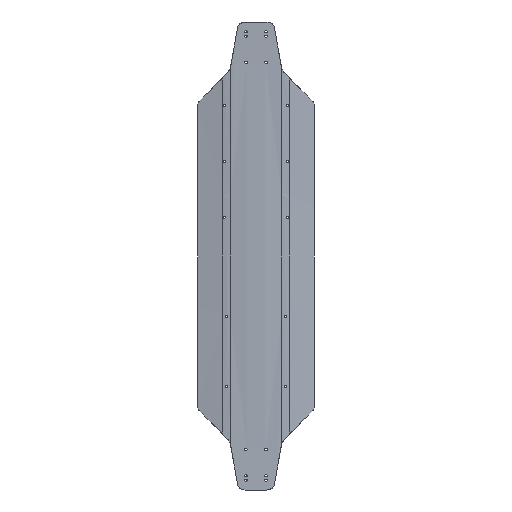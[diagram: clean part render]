
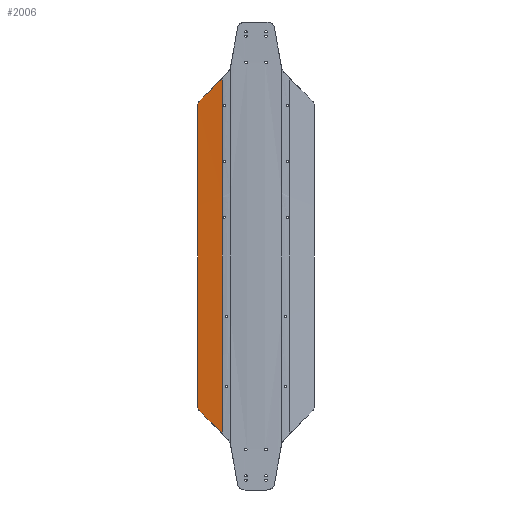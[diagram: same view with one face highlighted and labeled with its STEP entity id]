
A CAD part, front view. The second image highlights one B-rep face of the part: STEP entity #2006.
In plain terms, the highlighted conical face has half-angle 9.594 degrees and reference radius 30005 mm.
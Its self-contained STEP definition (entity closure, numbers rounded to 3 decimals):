
#121=ELLIPSE('',#2153,43766.618,30502.359);
#122=ELLIPSE('',#2156,43766.618,30502.359);
#137=CIRCLE('',#2155,30001.399);
#138=CIRCLE('',#2157,30010.);
#184=CONICAL_SURFACE('',#2154,30005.,0.167);
#200=FACE_OUTER_BOUND('',#310,.T.);
#310=EDGE_LOOP('',(#1398,#1399,#1400,#1401,#1402,#1403));
#732=B_SPLINE_CURVE_WITH_KNOTS('',3,(#3639,#3640,#3641,#3642,#3643,#3644,
#3645,#3646,#3647,#3648,#3649,#3650),.UNSPECIFIED.,.F.,.F.,(4,2,2,2,2,4),
(7.28,7.283,7.585,7.887,8.19,
8.489),.UNSPECIFIED.);
#733=B_SPLINE_CURVE_WITH_KNOTS('',3,(#3653,#3654,#3655,#3656,#3657,#3658,
#3659,#3660,#3661,#3662,#3663,#3664),.UNSPECIFIED.,.F.,.F.,(4,2,2,2,2,4),
(1.223,1.522,1.825,2.127,2.429,
2.432),.UNSPECIFIED.);
#854=VERTEX_POINT('',#3617);
#855=VERTEX_POINT('',#3624);
#856=VERTEX_POINT('',#3634);
#857=VERTEX_POINT('',#3636);
#858=VERTEX_POINT('',#3638);
#859=VERTEX_POINT('',#3651);
#1079=EDGE_CURVE('',#855,#854,#121,.T.);
#1082=EDGE_CURVE('',#856,#854,#137,.T.);
#1083=EDGE_CURVE('',#856,#857,#122,.T.);
#1084=EDGE_CURVE('',#858,#857,#732,.T.);
#1085=EDGE_CURVE('',#859,#858,#138,.T.);
#1086=EDGE_CURVE('',#855,#859,#733,.T.);
#1398=ORIENTED_EDGE('',*,*,#1082,.F.);
#1399=ORIENTED_EDGE('',*,*,#1083,.T.);
#1400=ORIENTED_EDGE('',*,*,#1084,.F.);
#1401=ORIENTED_EDGE('',*,*,#1085,.F.);
#1402=ORIENTED_EDGE('',*,*,#1086,.F.);
#1403=ORIENTED_EDGE('',*,*,#1079,.T.);
#2006=ADVANCED_FACE('',(#200),#184,.F.);
#2153=AXIS2_PLACEMENT_3D('',#3625,#2358,#2359);
#2154=AXIS2_PLACEMENT_3D('',#3633,#2361,#2362);
#2155=AXIS2_PLACEMENT_3D('',#3635,#2363,#2364);
#2156=AXIS2_PLACEMENT_3D('',#3637,#2365,#2366);
#2157=AXIS2_PLACEMENT_3D('',#3652,#2367,#2368);
#2358=DIRECTION('center_axis',(-0.707,0.,-0.707));
#2359=DIRECTION('ref_axis',(0.707,0.,-0.707));
#2361=DIRECTION('center_axis',(-1.,0.,0.));
#2362=DIRECTION('ref_axis',(0.,1.,0.));
#2363=DIRECTION('center_axis',(-1.,0.,0.));
#2364=DIRECTION('ref_axis',(0.,1.,-0.006));
#2365=DIRECTION('center_axis',(-0.707,0.,0.707));
#2366=DIRECTION('ref_axis',(0.707,0.,0.707));
#2367=DIRECTION('center_axis',(1.,0.,0.));
#2368=DIRECTION('ref_axis',(0.,0.,-1.));
#3617=CARTESIAN_POINT('',(-69.114,-0.848,-367.119));
#3624=CARTESIAN_POINT('',(-115.314,7.492,-320.919));
#3625=CARTESIAN_POINT('Origin',(-5667.344,-30000.,5231.111));
#3633=CARTESIAN_POINT('Origin',(-90.42,-30000.,0.));
#3634=CARTESIAN_POINT('',(-69.114,-0.848,367.119));
#3635=CARTESIAN_POINT('Origin',(-69.114,-30000.,0.));
#3636=CARTESIAN_POINT('',(-115.314,7.492,320.919));
#3637=CARTESIAN_POINT('Origin',(-5667.344,-30000.,-5231.111));
#3638=CARTESIAN_POINT('',(-120.,8.403,309.605));
#3639=CARTESIAN_POINT('Ctrl Pts',(-120.,8.403,309.605));
#3640=CARTESIAN_POINT('Ctrl Pts',(-120.,8.403,309.615));
#3641=CARTESIAN_POINT('Ctrl Pts',(-120.,8.403,309.624));
#3642=CARTESIAN_POINT('Ctrl Pts',(-119.998,8.392,310.641));
#3643=CARTESIAN_POINT('Ctrl Pts',(-119.9,8.364,311.683));
#3644=CARTESIAN_POINT('Ctrl Pts',(-119.489,8.273,313.752));
#3645=CARTESIAN_POINT('Ctrl Pts',(-119.177,8.21,314.781));
#3646=CARTESIAN_POINT('Ctrl Pts',(-118.356,8.05,316.75));
#3647=CARTESIAN_POINT('Ctrl Pts',(-117.845,7.954,317.693));
#3648=CARTESIAN_POINT('Ctrl Pts',(-116.674,7.738,319.426));
#3649=CARTESIAN_POINT('Ctrl Pts',(-116.015,7.618,320.218));
#3650=CARTESIAN_POINT('Ctrl Pts',(-115.314,7.492,320.919));
#3651=CARTESIAN_POINT('',(-120.,8.403,-309.605));
#3652=CARTESIAN_POINT('Origin',(-120.,-30000.,0.));
#3653=CARTESIAN_POINT('Ctrl Pts',(-115.314,7.492,-320.919));
#3654=CARTESIAN_POINT('Ctrl Pts',(-116.015,7.618,-320.218));
#3655=CARTESIAN_POINT('Ctrl Pts',(-116.674,7.738,-319.426));
#3656=CARTESIAN_POINT('Ctrl Pts',(-117.845,7.954,-317.693));
#3657=CARTESIAN_POINT('Ctrl Pts',(-118.356,8.05,-316.75));
#3658=CARTESIAN_POINT('Ctrl Pts',(-119.177,8.21,-314.781));
#3659=CARTESIAN_POINT('Ctrl Pts',(-119.489,8.273,-313.752));
#3660=CARTESIAN_POINT('Ctrl Pts',(-119.9,8.364,-311.683));
#3661=CARTESIAN_POINT('Ctrl Pts',(-119.998,8.392,-310.641));
#3662=CARTESIAN_POINT('Ctrl Pts',(-120.,8.403,-309.624));
#3663=CARTESIAN_POINT('Ctrl Pts',(-120.,8.403,-309.615));
#3664=CARTESIAN_POINT('Ctrl Pts',(-120.,8.403,-309.605));
